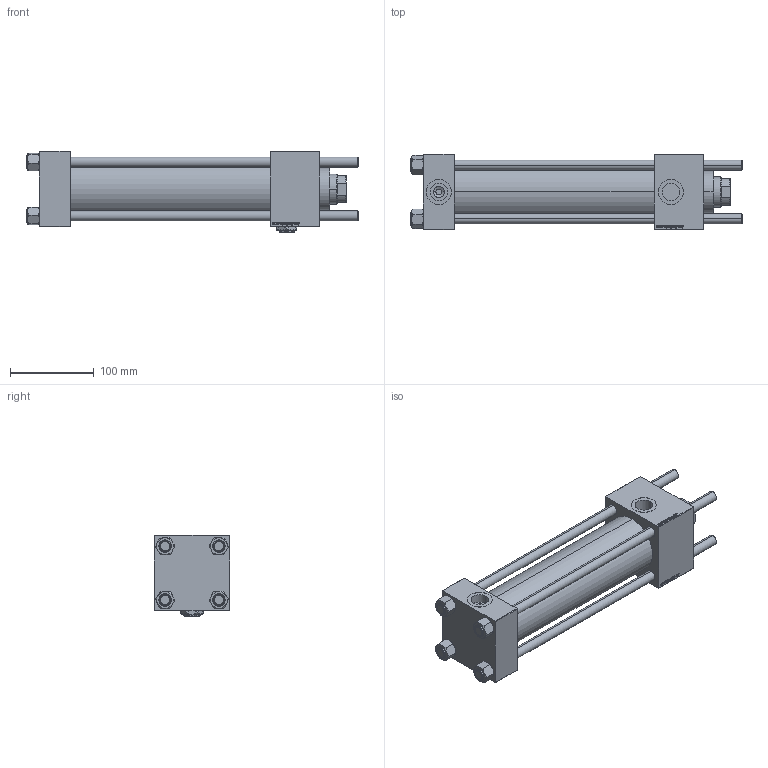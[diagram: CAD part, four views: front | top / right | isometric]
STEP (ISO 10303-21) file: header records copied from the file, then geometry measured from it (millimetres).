
FILE_DESCRIPTION (( 'STEP AP203' ), '1' );
FILE_NAME ('4a76.STEP', '2023-08-23T09:57:13', ( '' ), ( '' ), 'SwSTEP 2.0', 'SolidWorks 2019', '' );
FILE_SCHEMA (( 'CONFIG_CONTROL_DESIGN' ));
Length unit declared in the file: millimetre
Products named in the file (7): V215CR_B_TYCINKA da06729c1e483af60132efa81e9d5989; V215CR_B-1 da06729c1e483af60132efa81e9d5989; V215CR_VCP_B da06729c1e483af60132efa81e9d5989; NUT_M5_B da06729c1e483af60132efa81e9d5989; 4a76; V215_VC_A da06729c1e483af60132efa81e9d5989; Zatka_pro_OIL_PORT da06729c1e483af60132efa81e9d5989
Assembly tree (12 placements, depth 2):
  4a76
    V215CR_B-1 da06729c1e483af60132efa81e9d5989
    V215CR_VCP_B da06729c1e483af60132efa81e9d5989
    NUT_M5_B da06729c1e483af60132efa81e9d5989  x4
    V215CR_B_TYCINKA da06729c1e483af60132efa81e9d5989  x4
    V215_VC_A da06729c1e483af60132efa81e9d5989
    Zatka_pro_OIL_PORT da06729c1e483af60132efa81e9d5989
Bounding box: 397 x 90 x 97 mm (x, y, z)
Volume: 1374601.6 mm3; surface area: 324385.6 mm2
Topology: 12 solids, 12 shells, 1205 faces, 3047 edges, 1974 vertices
Faces by surface type: bspline 504, plane 455, cone 156, cylinder 82, torus 8
Entity records: 58484 total; most frequent: CARTESIAN_POINT 34574, ORIENTED_EDGE 5586, DIRECTION 3117, EDGE_CURVE 2793, VERTEX_POINT 1830, LINE 1483, VECTOR 1483, EDGE_LOOP 1213
